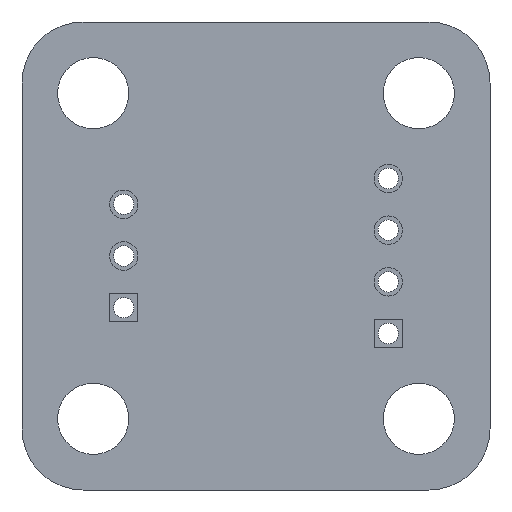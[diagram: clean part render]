
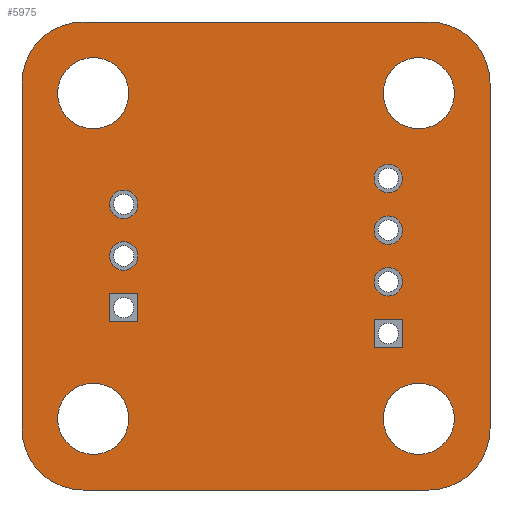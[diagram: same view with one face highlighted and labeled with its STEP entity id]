
A CAD part, front view. The second image highlights one B-rep face of the part: STEP entity #5975.
In plain terms, the highlighted planar face has unit normal (0, -1, 0).
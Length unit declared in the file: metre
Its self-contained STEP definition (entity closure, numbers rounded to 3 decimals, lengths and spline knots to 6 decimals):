
#93=CIRCLE('',#8113,0.0007);
#94=CIRCLE('',#8114,0.0007);
#95=CIRCLE('',#8115,0.00175);
#96=CIRCLE('',#8116,0.00175);
#97=CIRCLE('',#8117,0.003);
#98=CIRCLE('',#8118,0.003);
#99=CIRCLE('',#8119,0.003);
#100=CIRCLE('',#8120,0.003);
#101=CIRCLE('',#8121,0.00175);
#102=CIRCLE('',#8122,0.00175);
#103=CIRCLE('',#8123,0.0007);
#104=CIRCLE('',#8124,0.0007);
#105=CIRCLE('',#8125,0.0007);
#369=ORIENTED_EDGE('',*,*,#1997,.F.);
#370=ORIENTED_EDGE('',*,*,#1998,.F.);
#371=ORIENTED_EDGE('',*,*,#1999,.F.);
#372=ORIENTED_EDGE('',*,*,#2000,.F.);
#373=ORIENTED_EDGE('',*,*,#2001,.F.);
#374=ORIENTED_EDGE('',*,*,#2002,.F.);
#375=ORIENTED_EDGE('',*,*,#2003,.T.);
#376=ORIENTED_EDGE('',*,*,#2004,.T.);
#377=ORIENTED_EDGE('',*,*,#2005,.F.);
#378=ORIENTED_EDGE('',*,*,#2006,.F.);
#379=ORIENTED_EDGE('',*,*,#2007,.F.);
#380=ORIENTED_EDGE('',*,*,#2008,.F.);
#381=ORIENTED_EDGE('',*,*,#2009,.F.);
#382=ORIENTED_EDGE('',*,*,#2010,.F.);
#383=ORIENTED_EDGE('',*,*,#2011,.F.);
#384=ORIENTED_EDGE('',*,*,#2012,.F.);
#385=ORIENTED_EDGE('',*,*,#2013,.T.);
#386=ORIENTED_EDGE('',*,*,#2014,.T.);
#387=ORIENTED_EDGE('',*,*,#2015,.F.);
#388=ORIENTED_EDGE('',*,*,#2016,.F.);
#389=ORIENTED_EDGE('',*,*,#2017,.F.);
#390=ORIENTED_EDGE('',*,*,#2018,.F.);
#391=ORIENTED_EDGE('',*,*,#2019,.F.);
#392=ORIENTED_EDGE('',*,*,#2020,.F.);
#393=ORIENTED_EDGE('',*,*,#2021,.F.);
#1997=EDGE_CURVE('',#2809,#2809,#93,.T.);
#1998=EDGE_CURVE('',#2810,#2810,#94,.T.);
#1999=EDGE_CURVE('',#2811,#2812,#3352,.T.);
#2000=EDGE_CURVE('',#2813,#2811,#3353,.T.);
#2001=EDGE_CURVE('',#2814,#2813,#3354,.T.);
#2002=EDGE_CURVE('',#2812,#2814,#3355,.T.);
#2003=EDGE_CURVE('',#2815,#2815,#95,.T.);
#2004=EDGE_CURVE('',#2816,#2816,#96,.T.);
#2005=EDGE_CURVE('',#2817,#2818,#97,.T.);
#2006=EDGE_CURVE('',#2819,#2817,#3356,.T.);
#2007=EDGE_CURVE('',#2820,#2819,#98,.T.);
#2008=EDGE_CURVE('',#2821,#2820,#3357,.T.);
#2009=EDGE_CURVE('',#2822,#2821,#99,.T.);
#2010=EDGE_CURVE('',#2823,#2822,#3358,.T.);
#2011=EDGE_CURVE('',#2824,#2823,#100,.T.);
#2012=EDGE_CURVE('',#2818,#2824,#3359,.T.);
#2013=EDGE_CURVE('',#2825,#2825,#101,.T.);
#2014=EDGE_CURVE('',#2826,#2826,#102,.T.);
#2015=EDGE_CURVE('',#2827,#2828,#3360,.T.);
#2016=EDGE_CURVE('',#2829,#2827,#3361,.T.);
#2017=EDGE_CURVE('',#2830,#2829,#3362,.T.);
#2018=EDGE_CURVE('',#2828,#2830,#3363,.T.);
#2019=EDGE_CURVE('',#2831,#2831,#103,.T.);
#2020=EDGE_CURVE('',#2832,#2832,#104,.T.);
#2021=EDGE_CURVE('',#2833,#2833,#105,.T.);
#2809=VERTEX_POINT('',#10421);
#2810=VERTEX_POINT('',#10423);
#2811=VERTEX_POINT('',#10425);
#2812=VERTEX_POINT('',#10426);
#2813=VERTEX_POINT('',#10428);
#2814=VERTEX_POINT('',#10430);
#2815=VERTEX_POINT('',#10433);
#2816=VERTEX_POINT('',#10435);
#2817=VERTEX_POINT('',#10437);
#2818=VERTEX_POINT('',#10438);
#2819=VERTEX_POINT('',#10440);
#2820=VERTEX_POINT('',#10442);
#2821=VERTEX_POINT('',#10444);
#2822=VERTEX_POINT('',#10446);
#2823=VERTEX_POINT('',#10448);
#2824=VERTEX_POINT('',#10450);
#2825=VERTEX_POINT('',#10453);
#2826=VERTEX_POINT('',#10455);
#2827=VERTEX_POINT('',#10457);
#2828=VERTEX_POINT('',#10458);
#2829=VERTEX_POINT('',#10460);
#2830=VERTEX_POINT('',#10462);
#2831=VERTEX_POINT('',#10465);
#2832=VERTEX_POINT('',#10467);
#2833=VERTEX_POINT('',#10469);
#3352=LINE('',#10424,#4048);
#3353=LINE('',#10427,#4049);
#3354=LINE('',#10429,#4050);
#3355=LINE('',#10431,#4051);
#3356=LINE('',#10439,#4052);
#3357=LINE('',#10443,#4053);
#3358=LINE('',#10447,#4054);
#3359=LINE('',#10451,#4055);
#3360=LINE('',#10456,#4056);
#3361=LINE('',#10459,#4057);
#3362=LINE('',#10461,#4058);
#3363=LINE('',#10463,#4059);
#4048=VECTOR('',#8737,1.);
#4049=VECTOR('',#8738,1.);
#4050=VECTOR('',#8739,1.);
#4051=VECTOR('',#8740,1.);
#4052=VECTOR('',#8747,1.);
#4053=VECTOR('',#8750,1.);
#4054=VECTOR('',#8753,1.);
#4055=VECTOR('',#8756,1.);
#4056=VECTOR('',#8761,1.);
#4057=VECTOR('',#8762,1.);
#4058=VECTOR('',#8763,1.);
#4059=VECTOR('',#8764,1.);
#4638=EDGE_LOOP('',(#369));
#4639=EDGE_LOOP('',(#370));
#4640=EDGE_LOOP('',(#371,#372,#373,#374));
#4641=EDGE_LOOP('',(#375));
#4642=EDGE_LOOP('',(#376));
#4643=EDGE_LOOP('',(#377,#378,#379,#380,#381,#382,#383,#384));
#4644=EDGE_LOOP('',(#385));
#4645=EDGE_LOOP('',(#386));
#4646=EDGE_LOOP('',(#387,#388,#389,#390));
#4647=EDGE_LOOP('',(#391));
#4648=EDGE_LOOP('',(#392));
#4649=EDGE_LOOP('',(#393));
#5046=FACE_BOUND('',#4638,.T.);
#5047=FACE_BOUND('',#4639,.T.);
#5048=FACE_BOUND('',#4640,.T.);
#5049=FACE_BOUND('',#4641,.T.);
#5050=FACE_BOUND('',#4642,.T.);
#5051=FACE_BOUND('',#4643,.T.);
#5052=FACE_BOUND('',#4644,.T.);
#5053=FACE_BOUND('',#4645,.T.);
#5054=FACE_BOUND('',#4646,.T.);
#5055=FACE_BOUND('',#4647,.T.);
#5056=FACE_BOUND('',#4648,.T.);
#5057=FACE_BOUND('',#4649,.T.);
#5422=PLANE('',#8112);
#5975=ADVANCED_FACE('',(#5046,#5047,#5048,#5049,#5050,#5051,#5052,#5053,
#5054,#5055,#5056,#5057),#5422,.T.);
#8112=AXIS2_PLACEMENT_3D('',#10419,#8731,#8732);
#8113=AXIS2_PLACEMENT_3D('',#10420,#8733,#8734);
#8114=AXIS2_PLACEMENT_3D('',#10422,#8735,#8736);
#8115=AXIS2_PLACEMENT_3D('',#10432,#8741,#8742);
#8116=AXIS2_PLACEMENT_3D('',#10434,#8743,#8744);
#8117=AXIS2_PLACEMENT_3D('',#10436,#8745,#8746);
#8118=AXIS2_PLACEMENT_3D('',#10441,#8748,#8749);
#8119=AXIS2_PLACEMENT_3D('',#10445,#8751,#8752);
#8120=AXIS2_PLACEMENT_3D('',#10449,#8754,#8755);
#8121=AXIS2_PLACEMENT_3D('',#10452,#8757,#8758);
#8122=AXIS2_PLACEMENT_3D('',#10454,#8759,#8760);
#8123=AXIS2_PLACEMENT_3D('',#10464,#8765,#8766);
#8124=AXIS2_PLACEMENT_3D('',#10466,#8767,#8768);
#8125=AXIS2_PLACEMENT_3D('',#10468,#8769,#8770);
#8731=DIRECTION('',(0.,-1.,0.));
#8732=DIRECTION('',(0.,0.,-1.));
#8733=DIRECTION('',(0.,-1.,0.));
#8734=DIRECTION('',(0.,0.,-1.));
#8735=DIRECTION('',(0.,-1.,0.));
#8736=DIRECTION('',(0.,0.,-1.));
#8737=DIRECTION('',(-1.,0.,0.));
#8738=DIRECTION('',(0.,0.,1.));
#8739=DIRECTION('',(1.,0.,0.));
#8740=DIRECTION('',(0.,0.,-1.));
#8741=DIRECTION('',(0.,1.,0.));
#8742=DIRECTION('',(0.,0.,1.));
#8743=DIRECTION('',(0.,1.,0.));
#8744=DIRECTION('',(0.,0.,1.));
#8745=DIRECTION('',(0.,1.,0.));
#8746=DIRECTION('',(0.,0.,-1.));
#8747=DIRECTION('',(0.,0.,1.));
#8748=DIRECTION('',(0.,1.,0.));
#8749=DIRECTION('',(0.,0.,1.));
#8750=DIRECTION('',(-1.,0.,0.));
#8751=DIRECTION('',(0.,1.,0.));
#8752=DIRECTION('',(0.,0.,1.));
#8753=DIRECTION('',(0.,0.,-1.));
#8754=DIRECTION('',(0.,1.,0.));
#8755=DIRECTION('',(0.,0.,-1.));
#8756=DIRECTION('',(1.,0.,0.));
#8757=DIRECTION('',(0.,1.,0.));
#8758=DIRECTION('',(0.,0.,1.));
#8759=DIRECTION('',(0.,1.,0.));
#8760=DIRECTION('',(0.,0.,1.));
#8761=DIRECTION('',(-1.,0.,0.));
#8762=DIRECTION('',(0.,0.,1.));
#8763=DIRECTION('',(1.,0.,0.));
#8764=DIRECTION('',(0.,0.,-1.));
#8765=DIRECTION('',(0.,-1.,0.));
#8766=DIRECTION('',(0.,0.,-1.));
#8767=DIRECTION('',(0.,-1.,0.));
#8768=DIRECTION('',(0.,0.,-1.));
#8769=DIRECTION('',(0.,-1.,0.));
#8770=DIRECTION('',(0.,0.,-1.));
#10419=CARTESIAN_POINT('',(-0.0085,0.,0.0085));
#10420=CARTESIAN_POINT('',(0.0065,0.,0.00127));
#10421=CARTESIAN_POINT('',(0.0065,0.,0.00057));
#10422=CARTESIAN_POINT('',(-0.0065,0.,0.));
#10423=CARTESIAN_POINT('',(-0.0065,0.,-0.0007));
#10424=CARTESIAN_POINT('',(-0.0072,0.,-0.00184));
#10425=CARTESIAN_POINT('',(-0.0058,0.,-0.00184));
#10426=CARTESIAN_POINT('',(-0.0072,0.,-0.00184));
#10427=CARTESIAN_POINT('',(-0.0058,0.,-0.00184));
#10428=CARTESIAN_POINT('',(-0.0058,0.,-0.00324));
#10429=CARTESIAN_POINT('',(-0.0072,0.,-0.00324));
#10430=CARTESIAN_POINT('',(-0.0072,0.,-0.00324));
#10431=CARTESIAN_POINT('',(-0.0072,0.,-0.00184));
#10432=CARTESIAN_POINT('',(0.008,0.,0.008));
#10433=CARTESIAN_POINT('',(0.008,0.,0.00975));
#10434=CARTESIAN_POINT('',(-0.008,0.,-0.008));
#10435=CARTESIAN_POINT('',(-0.008,0.,-0.00625));
#10436=CARTESIAN_POINT('',(-0.0085,0.,0.0085));
#10437=CARTESIAN_POINT('',(-0.0115,0.,0.0085));
#10438=CARTESIAN_POINT('',(-0.0085,0.,0.0115));
#10439=CARTESIAN_POINT('',(-0.0115,0.,-0.0085));
#10440=CARTESIAN_POINT('',(-0.0115,0.,-0.0085));
#10441=CARTESIAN_POINT('',(-0.0085,0.,-0.0085));
#10442=CARTESIAN_POINT('',(-0.0085,0.,-0.0115));
#10443=CARTESIAN_POINT('',(-0.0085,0.,-0.0115));
#10444=CARTESIAN_POINT('',(0.0085,0.,-0.0115));
#10445=CARTESIAN_POINT('',(0.0085,0.,-0.0085));
#10446=CARTESIAN_POINT('',(0.0115,0.,-0.0085));
#10447=CARTESIAN_POINT('',(0.0115,0.,-0.0085));
#10448=CARTESIAN_POINT('',(0.0115,0.,0.0085));
#10449=CARTESIAN_POINT('',(0.0085,0.,0.0085));
#10450=CARTESIAN_POINT('',(0.0085,0.,0.0115));
#10451=CARTESIAN_POINT('',(-0.0085,0.,0.0115));
#10452=CARTESIAN_POINT('',(0.008,0.,-0.008));
#10453=CARTESIAN_POINT('',(0.008,0.,-0.00625));
#10454=CARTESIAN_POINT('',(-0.008,0.,0.008));
#10455=CARTESIAN_POINT('',(-0.008,0.,0.00975));
#10456=CARTESIAN_POINT('',(0.0058,0.,-0.00311));
#10457=CARTESIAN_POINT('',(0.0072,0.,-0.00311));
#10458=CARTESIAN_POINT('',(0.0058,0.,-0.00311));
#10459=CARTESIAN_POINT('',(0.0072,0.,-0.00311));
#10460=CARTESIAN_POINT('',(0.0072,0.,-0.00451));
#10461=CARTESIAN_POINT('',(0.0058,0.,-0.00451));
#10462=CARTESIAN_POINT('',(0.0058,0.,-0.00451));
#10463=CARTESIAN_POINT('',(0.0058,0.,-0.00311));
#10464=CARTESIAN_POINT('',(-0.0065,0.,0.00254));
#10465=CARTESIAN_POINT('',(-0.0065,0.,0.00184));
#10466=CARTESIAN_POINT('',(0.0065,0.,-0.00127));
#10467=CARTESIAN_POINT('',(0.0065,0.,-0.00197));
#10468=CARTESIAN_POINT('',(0.0065,0.,0.00381));
#10469=CARTESIAN_POINT('',(0.0065,0.,0.00311));
